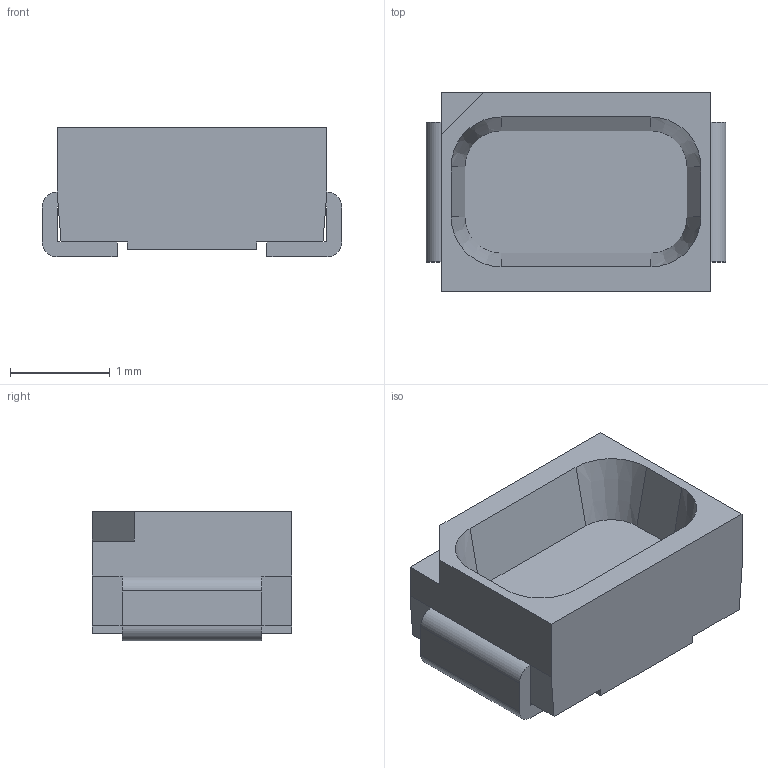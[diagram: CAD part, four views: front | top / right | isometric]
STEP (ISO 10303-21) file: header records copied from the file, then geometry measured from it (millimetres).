
FILE_DESCRIPTION(('FreeCAD Model'),'2;1');
FILE_NAME('AA3021.step','2017-07-31T07:55:10',( 'kicad StepUp'),('ksu MCAD'),'Open CASCADE STEP processor 6.8', 'FreeCAD','Unknown');
FILE_SCHEMA(('AUTOMOTIVE_DESIGN_CC2 { 1 2 10303 214 -1 1 5 4 }'));
Length unit declared in the file: millimetre
Products named in the file (2): ASSEMBLY; AA3021
Assembly tree (1 placements, depth 2):
  ASSEMBLY
    AA3021
Bounding box: 3 x 2 x 1.3 mm (x, y, z)
Volume: 4.8 mm3; surface area: 29.6 mm2
Topology: 1 solids, 1 shells, 326 faces, 889 edges, 590 vertices
Faces by surface type: plane 202, bspline 116, cone 4, cylinder 4
Entity records: 17985 total; most frequent: CARTESIAN_POINT 8201, ORIENTED_EDGE 1778, DIRECTION 1095, EDGE_CURVE 889, LINE 639, VECTOR 639, VERTEX_POINT 590, FACE_BOUND 355
